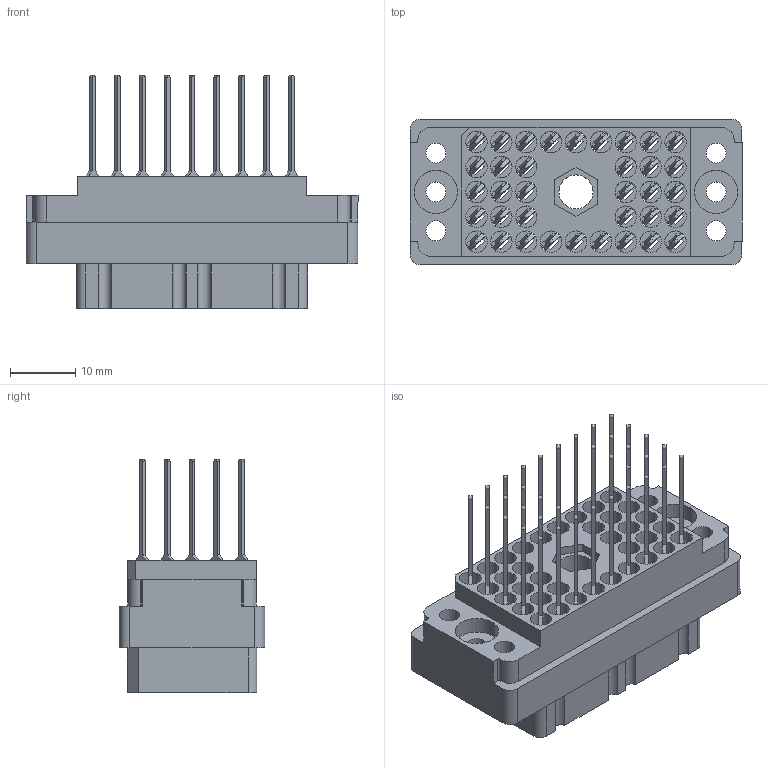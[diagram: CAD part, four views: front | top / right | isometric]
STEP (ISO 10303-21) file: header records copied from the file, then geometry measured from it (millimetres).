
FILE_DESCRIPTION (( 'STEP AP203' ), '1' );
FILE_NAME ('519-036-541-400.STEP', '2020-09-09T22:12:34', ( '' ), ( '' ), 'SwSTEP 2.0', 'SolidWorks 2020', '' );
FILE_SCHEMA (( 'CONFIG_CONTROL_DESIGN' ));
Length unit declared in the file: inch
Products named in the file (3): 516-292-001_541 Contact; 519-036-541-400; 519 Receptacle Insulator_036
Assembly tree (37 placements, depth 2):
  519-036-541-400
    519 Receptacle Insulator_036
    516-292-001_541 Contact  x36
Bounding box: 50.8 x 22.25 x 35.66 mm (x, y, z)
Volume: 12471.5 mm3; surface area: 20892.4 mm2
Topology: 37 solids, 37 shells, 3439 faces, 9971 edges, 6622 vertices
Faces by surface type: plane 2123, cylinder 1098, bspline 216, cone 2
Entity records: 32267 total; most frequent: CARTESIAN_POINT 5727, ORIENTED_EDGE 5382, DIRECTION 5215, EDGE_CURVE 2691, LINE 2005, VECTOR 2005, VERTEX_POINT 1792, AXIS2_PLACEMENT_3D 1605
